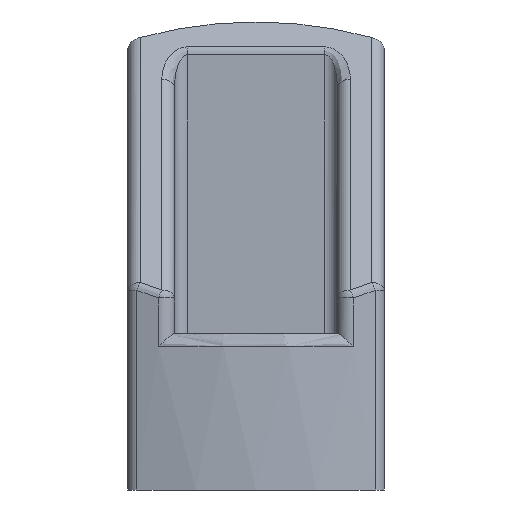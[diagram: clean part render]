
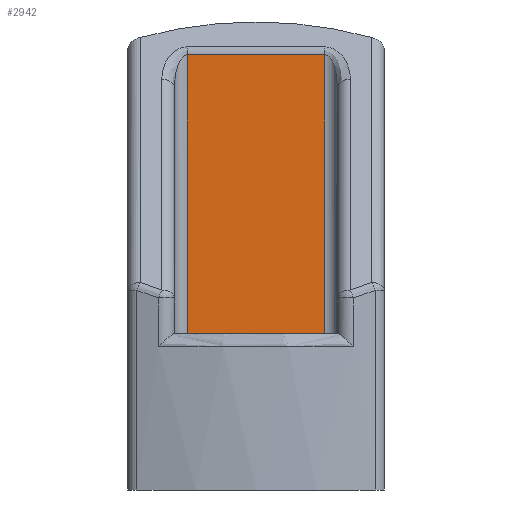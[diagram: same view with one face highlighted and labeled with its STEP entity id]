
A CAD part, front view. The second image highlights one B-rep face of the part: STEP entity #2942.
In plain terms, the highlighted planar face has unit normal (0, -1, 0).
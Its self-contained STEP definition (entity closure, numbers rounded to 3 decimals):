
#35 = ORIENTED_EDGE ( 'NONE', *, *, #1307, .T. ) ;
#71 = CARTESIAN_POINT ( 'NONE',  ( 5.35, -38.595, 12.2 ) ) ;
#94 = EDGE_CURVE ( 'NONE', #2517, #3190, #1439, .T. ) ;
#175 = LINE ( 'NONE', #1506, #2094 ) ;
#226 = VECTOR ( 'NONE', #2169, 1000. ) ;
#277 = VERTEX_POINT ( 'NONE', #1305 ) ;
#350 = CARTESIAN_POINT ( 'NONE',  ( 6.35, -38.595, -20.353 ) ) ;
#461 = CARTESIAN_POINT ( 'NONE',  ( 5.35, -38.595, 33.932 ) ) ;
#614 = DIRECTION ( 'NONE',  ( 0., 1., 0. ) ) ;
#764 = CARTESIAN_POINT ( 'NONE',  ( 6.35, -38.595, 12.2 ) ) ;
#832 = LINE ( 'NONE', #764, #226 ) ;
#1065 = CARTESIAN_POINT ( 'NONE',  ( -5.35, -38.595, 12.2 ) ) ;
#1086 = LINE ( 'NONE', #1065, #2287 ) ;
#1088 = ORIENTED_EDGE ( 'NONE', *, *, #1621, .T. ) ;
#1226 = EDGE_CURVE ( 'NONE', #1317, #277, #1086, .T. ) ;
#1231 = EDGE_LOOP ( 'NONE', ( #2721, #1088, #2419, #35 ) ) ;
#1299 = VECTOR ( 'NONE', #1973, 1000. ) ;
#1305 = CARTESIAN_POINT ( 'NONE',  ( -5.35, -38.595, 12.2 ) ) ;
#1307 = EDGE_CURVE ( 'NONE', #277, #2517, #832, .T. ) ;
#1317 = VERTEX_POINT ( 'NONE', #2185 ) ;
#1439 = LINE ( 'NONE', #2777, #1299 ) ;
#1506 = CARTESIAN_POINT ( 'NONE',  ( 6.35, -38.595, 33.932 ) ) ;
#1615 = PLANE ( 'NONE',  #1842 ) ;
#1621 = EDGE_CURVE ( 'NONE', #3190, #1317, #175, .T. ) ;
#1766 = DIRECTION ( 'NONE',  ( -1., 0., 0. ) ) ;
#1842 = AXIS2_PLACEMENT_3D ( 'NONE', #350, #614, #2330 ) ;
#1973 = DIRECTION ( 'NONE',  ( 0., 0., 1. ) ) ;
#2094 = VECTOR ( 'NONE', #1766, 1000. ) ;
#2169 = DIRECTION ( 'NONE',  ( 1., 0., 0. ) ) ;
#2185 = CARTESIAN_POINT ( 'NONE',  ( -5.35, -38.595, 33.932 ) ) ;
#2287 = VECTOR ( 'NONE', #2787, 1000. ) ;
#2330 = DIRECTION ( 'NONE',  ( 0., 0., 1. ) ) ;
#2419 = ORIENTED_EDGE ( 'NONE', *, *, #1226, .T. ) ;
#2517 = VERTEX_POINT ( 'NONE', #71 ) ;
#2721 = ORIENTED_EDGE ( 'NONE', *, *, #94, .T. ) ;
#2777 = CARTESIAN_POINT ( 'NONE',  ( 5.35, -38.595, 34.28 ) ) ;
#2787 = DIRECTION ( 'NONE',  ( 0., 0., -1. ) ) ;
#2942 = ADVANCED_FACE ( 'NONE', ( #3228 ), #1615, .F. ) ;
#3190 = VERTEX_POINT ( 'NONE', #461 ) ;
#3228 = FACE_OUTER_BOUND ( 'NONE', #1231, .T. ) ;
